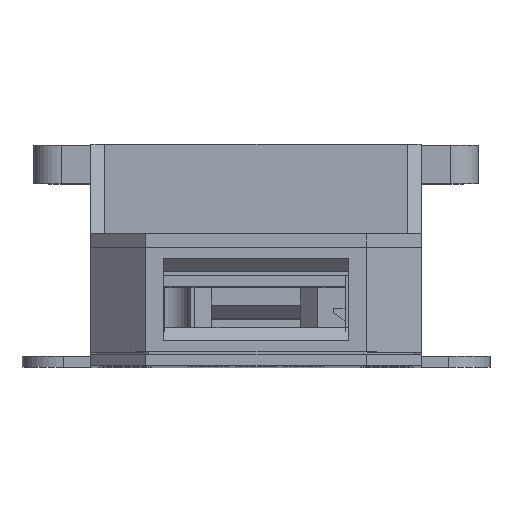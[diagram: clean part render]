
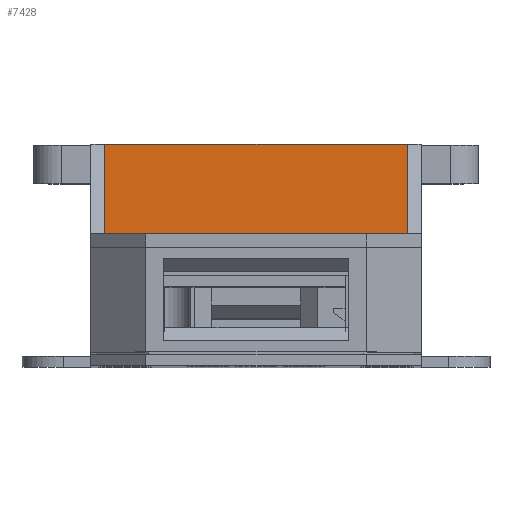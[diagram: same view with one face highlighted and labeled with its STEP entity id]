
A CAD part, top view. The second image highlights one B-rep face of the part: STEP entity #7428.
In plain terms, the highlighted planar face has unit normal (0, 0, 1).
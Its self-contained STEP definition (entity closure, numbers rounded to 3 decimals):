
#402=PLANE('',#8032);
#711=FACE_OUTER_BOUND('',#1190,.T.);
#1190=EDGE_LOOP('',(#6636,#6637,#6638,#6639));
#1878=LINE('',#11747,#2643);
#1881=LINE('',#11754,#2646);
#1885=LINE('',#11760,#2650);
#1988=LINE('',#12101,#2753);
#2643=VECTOR('',#9570,10.);
#2646=VECTOR('',#9575,10.);
#2650=VECTOR('',#9581,10.);
#2753=VECTOR('',#9914,10.);
#3633=VERTEX_POINT('',#11745);
#3634=VERTEX_POINT('',#11746);
#3636=VERTEX_POINT('',#11752);
#3637=VERTEX_POINT('',#11753);
#4576=EDGE_CURVE('',#3633,#3634,#1878,.T.);
#4579=EDGE_CURVE('',#3636,#3637,#1881,.T.);
#4583=EDGE_CURVE('',#3633,#3637,#1885,.T.);
#4761=EDGE_CURVE('',#3634,#3636,#1988,.T.);
#6636=ORIENTED_EDGE('',*,*,#4579,.T.);
#6637=ORIENTED_EDGE('',*,*,#4583,.F.);
#6638=ORIENTED_EDGE('',*,*,#4576,.T.);
#6639=ORIENTED_EDGE('',*,*,#4761,.T.);
#7428=ADVANCED_FACE('',(#711),#402,.T.);
#8032=AXIS2_PLACEMENT_3D('',#12100,#9912,#9913);
#9570=DIRECTION('',(0.,1.,0.));
#9575=DIRECTION('',(0.,-1.,0.));
#9581=DIRECTION('',(-1.,0.,0.));
#9912=DIRECTION('center_axis',(0.,0.,
1.));
#9913=DIRECTION('ref_axis',(0.,1.,0.));
#9914=DIRECTION('',(-1.,0.,0.));
#11745=CARTESIAN_POINT('',(12.75,2.75,23.076));
#11746=CARTESIAN_POINT('',(12.75,9.25,23.076));
#11747=CARTESIAN_POINT('',(12.75,4.375,23.076));
#11752=CARTESIAN_POINT('',(-9.25,9.25,23.076));
#11753=CARTESIAN_POINT('',(-9.25,2.75,23.076));
#11754=CARTESIAN_POINT('',(-9.25,4.375,23.076));
#11760=CARTESIAN_POINT('',(13.75,2.75,23.076));
#12100=CARTESIAN_POINT('Origin',(13.75,2.75,23.076));
#12101=CARTESIAN_POINT('',(13.75,9.25,23.076));
